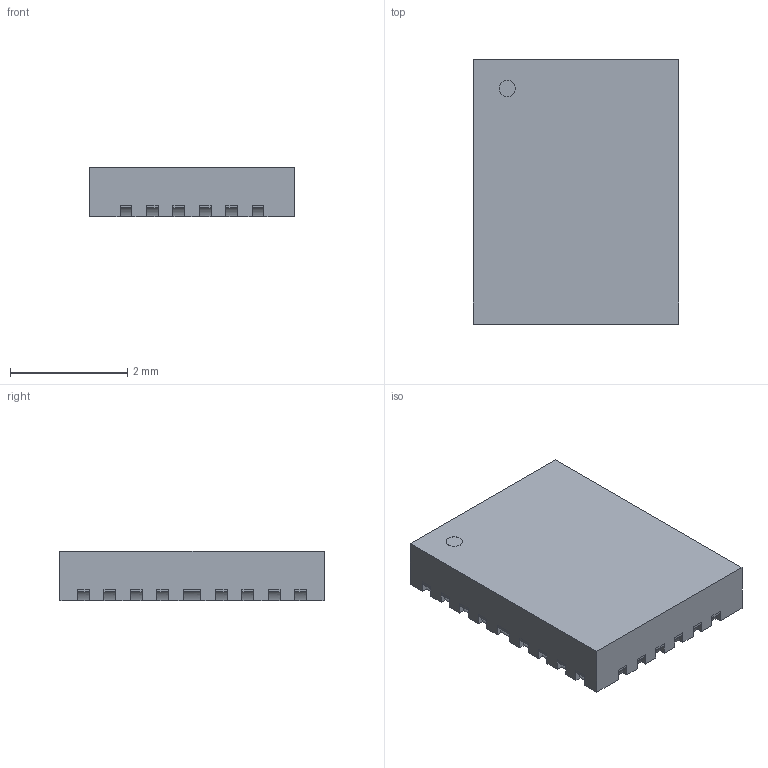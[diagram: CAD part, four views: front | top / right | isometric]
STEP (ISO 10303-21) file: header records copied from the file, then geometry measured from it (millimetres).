
FILE_DESCRIPTION (( 'STEP AP214' ), '1' );
FILE_NAME ('MP5479GRM.STEP', '2022-11-01T08:15:03', ( '' ), ( '' ), 'SwSTEP 2.0', 'SolidWorks 2017', '' );
FILE_SCHEMA (( 'AUTOMOTIVE_DESIGN' ));
Length unit declared in the file: millimetre
Products named in the file (1): MP5479GRM
Bounding box: 3.5 x 4.5 x 0.85 mm (x, y, z)
Volume: 13.3 mm3; surface area: 83.3 mm2
Topology: 27 solids, 27 shells, 1359 faces, 3774 edges, 2470 vertices
Faces by surface type: plane 973, cylinder 356, bspline 30
Entity records: 43886 total; most frequent: CARTESIAN_POINT 8251, ORIENTED_EDGE 7548, DIRECTION 7207, EDGE_CURVE 3774, LINE 2823, VECTOR 2823, VERTEX_POINT 2470, AXIS2_PLACEMENT_3D 2192
